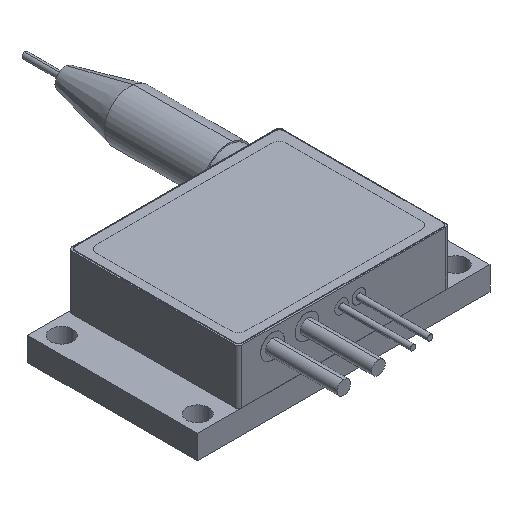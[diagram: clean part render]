
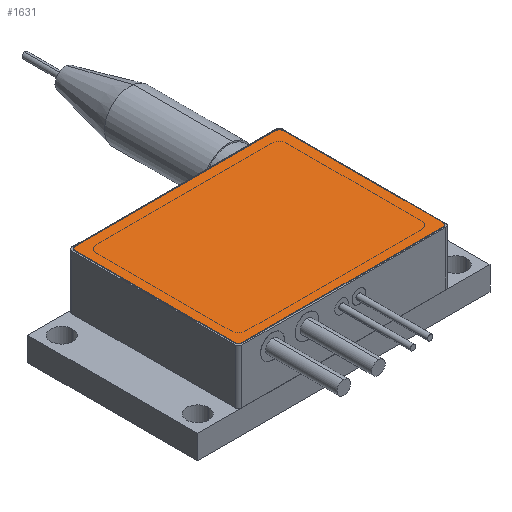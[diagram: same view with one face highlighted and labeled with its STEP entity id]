
A CAD part, isometric view. The second image highlights one B-rep face of the part: STEP entity #1631.
In plain terms, the highlighted planar face has unit normal (0, 0, 1).
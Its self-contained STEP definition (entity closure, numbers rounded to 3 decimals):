
#2 = DIRECTION ( 'NONE',  ( 0., 0., -1. ) ) ;
#45 = DIRECTION ( 'NONE',  ( -1., 0., 0. ) ) ;
#122 = ORIENTED_EDGE ( 'NONE', *, *, #2609, .T. ) ;
#144 = CARTESIAN_POINT ( 'NONE',  ( 15.613, 7.86, 47.641 ) ) ;
#197 = DIRECTION ( 'NONE',  ( 0., 0., 1. ) ) ;
#210 = DIRECTION ( 'NONE',  ( -1., 0., 0. ) ) ;
#244 = EDGE_CURVE ( 'NONE', #288, #1535, #344, .T. ) ;
#259 = EDGE_CURVE ( 'NONE', #2178, #1535, #2833, .T. ) ;
#288 = VERTEX_POINT ( 'NONE', #1763 ) ;
#289 = DIRECTION ( 'NONE',  ( -1., 0., 0. ) ) ;
#344 = CIRCLE ( 'NONE', #931, 0.5 ) ;
#359 = EDGE_LOOP ( 'NONE', ( #2514, #401, #890, #1356, #1562, #556, #482, #122 ) ) ;
#401 = ORIENTED_EDGE ( 'NONE', *, *, #244, .T. ) ;
#420 = CARTESIAN_POINT ( 'NONE',  ( 15.113, 7.36, 47.641 ) ) ;
#427 = CARTESIAN_POINT ( 'NONE',  ( 15.113, 31.96, 47.641 ) ) ;
#460 = DIRECTION ( 'NONE',  ( -1., 0., 0. ) ) ;
#475 = AXIS2_PLACEMENT_3D ( 'NONE', #3015, #2, #1985 ) ;
#482 = ORIENTED_EDGE ( 'NONE', *, *, #2081, .F. ) ;
#506 = DIRECTION ( 'NONE',  ( 1., 0., 0. ) ) ;
#556 = ORIENTED_EDGE ( 'NONE', *, *, #3222, .T. ) ;
#749 = CARTESIAN_POINT ( 'NONE',  ( -14.987, 7.86, 47.641 ) ) ;
#776 = CARTESIAN_POINT ( 'NONE',  ( 15.613, 31.96, 47.641 ) ) ;
#788 = VERTEX_POINT ( 'NONE', #144 ) ;
#890 = ORIENTED_EDGE ( 'NONE', *, *, #259, .F. ) ;
#915 = CARTESIAN_POINT ( 'NONE',  ( -14.987, 31.46, 47.641 ) ) ;
#931 = AXIS2_PLACEMENT_3D ( 'NONE', #2967, #1422, #210 ) ;
#948 = AXIS2_PLACEMENT_3D ( 'NONE', #2946, #197, #460 ) ;
#961 = CIRCLE ( 'NONE', #2760, 0.5 ) ;
#1056 = VECTOR ( 'NONE', #1677, 1000. ) ;
#1143 = CIRCLE ( 'NONE', #948, 0.5 ) ;
#1149 = LINE ( 'NONE', #1459, #2333 ) ;
#1152 = PLANE ( 'NONE',  #475 ) ;
#1167 = AXIS2_PLACEMENT_3D ( 'NONE', #2794, #2781, #289 ) ;
#1356 = ORIENTED_EDGE ( 'NONE', *, *, #1928, .T. ) ;
#1422 = DIRECTION ( 'NONE',  ( 0., 0., 1. ) ) ;
#1459 = CARTESIAN_POINT ( 'NONE',  ( 15.613, 7.36, 47.641 ) ) ;
#1535 = VERTEX_POINT ( 'NONE', #427 ) ;
#1562 = ORIENTED_EDGE ( 'NONE', *, *, #2424, .F. ) ;
#1605 = VERTEX_POINT ( 'NONE', #915 ) ;
#1625 = CARTESIAN_POINT ( 'NONE',  ( -14.487, 7.36, 47.641 ) ) ;
#1631 = ADVANCED_FACE ( 'NONE', ( #2509 ), #1152, .F. ) ;
#1677 = DIRECTION ( 'NONE',  ( 0., 1., 0. ) ) ;
#1763 = CARTESIAN_POINT ( 'NONE',  ( 15.613, 31.46, 47.641 ) ) ;
#1827 = LINE ( 'NONE', #2409, #1056 ) ;
#1928 = EDGE_CURVE ( 'NONE', #2178, #1605, #1143, .T. ) ;
#1977 = DIRECTION ( 'NONE',  ( -1., 0., 0. ) ) ;
#1985 = DIRECTION ( 'NONE',  ( -1., 0., 0. ) ) ;
#2075 = VERTEX_POINT ( 'NONE', #749 ) ;
#2081 = EDGE_CURVE ( 'NONE', #3099, #2952, #1149, .T. ) ;
#2094 = VECTOR ( 'NONE', #2256, 1000. ) ;
#2178 = VERTEX_POINT ( 'NONE', #2206 ) ;
#2206 = CARTESIAN_POINT ( 'NONE',  ( -14.487, 31.96, 47.641 ) ) ;
#2256 = DIRECTION ( 'NONE',  ( 0., -1., 0. ) ) ;
#2288 = DIRECTION ( 'NONE',  ( 0., 0., 1. ) ) ;
#2333 = VECTOR ( 'NONE', #1977, 1000. ) ;
#2409 = CARTESIAN_POINT ( 'NONE',  ( -14.987, 31.96, 47.641 ) ) ;
#2424 = EDGE_CURVE ( 'NONE', #2075, #1605, #1827, .T. ) ;
#2469 = CIRCLE ( 'NONE', #1167, 0.5 ) ;
#2509 = FACE_OUTER_BOUND ( 'NONE', #359, .T. ) ;
#2514 = ORIENTED_EDGE ( 'NONE', *, *, #2608, .F. ) ;
#2559 = CARTESIAN_POINT ( 'NONE',  ( 15.113, 7.86, 47.641 ) ) ;
#2608 = EDGE_CURVE ( 'NONE', #288, #788, #3072, .T. ) ;
#2609 = EDGE_CURVE ( 'NONE', #3099, #788, #961, .T. ) ;
#2760 = AXIS2_PLACEMENT_3D ( 'NONE', #2559, #2288, #45 ) ;
#2766 = CARTESIAN_POINT ( 'NONE',  ( 15.613, 31.96, 47.641 ) ) ;
#2781 = DIRECTION ( 'NONE',  ( 0., 0., 1. ) ) ;
#2794 = CARTESIAN_POINT ( 'NONE',  ( -14.487, 7.86, 47.641 ) ) ;
#2833 = LINE ( 'NONE', #2766, #3112 ) ;
#2946 = CARTESIAN_POINT ( 'NONE',  ( -14.487, 31.46, 47.641 ) ) ;
#2952 = VERTEX_POINT ( 'NONE', #1625 ) ;
#2967 = CARTESIAN_POINT ( 'NONE',  ( 15.113, 31.46, 47.641 ) ) ;
#3015 = CARTESIAN_POINT ( 'NONE',  ( 0.313, 19.66, 47.641 ) ) ;
#3072 = LINE ( 'NONE', #776, #2094 ) ;
#3099 = VERTEX_POINT ( 'NONE', #420 ) ;
#3112 = VECTOR ( 'NONE', #506, 1000. ) ;
#3222 = EDGE_CURVE ( 'NONE', #2075, #2952, #2469, .T. ) ;
